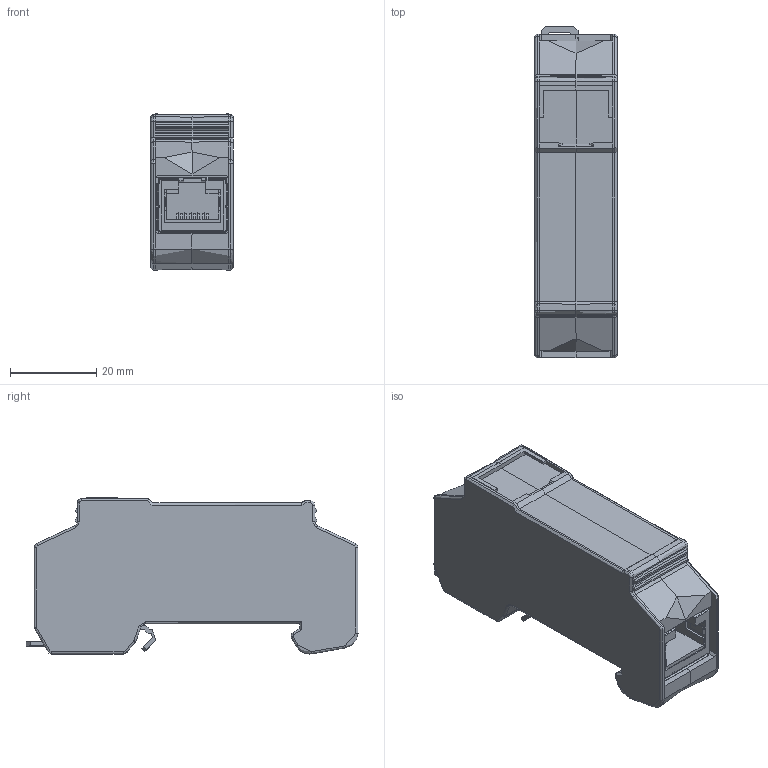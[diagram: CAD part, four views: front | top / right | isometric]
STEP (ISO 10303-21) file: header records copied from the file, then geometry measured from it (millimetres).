
FILE_DESCRIPTION (( 'STEP AP203' ), '1' );
FILE_NAME ('929121.step', '2021-03-03T20:11:37', ( '' ), ( '' ), 'SwSTEP 2.0', 'SolidWorks 2019', '' );
FILE_SCHEMA (( 'CONFIG_CONTROL_DESIGN' ));
Length unit declared in the file: inch
Products named in the file (1): 929121
Bounding box: 19 x 76.91 x 36.15 mm (x, y, z)
Volume: 37498.3 mm3; surface area: 13099.3 mm2
Topology: 1 solids, 3 shells, 849 faces, 2280 edges, 1424 vertices
Faces by surface type: plane 565, cylinder 197, bspline 50, cone 24, torus 13
Entity records: 28805 total; most frequent: CARTESIAN_POINT 8702, ORIENTED_EDGE 4560, DIRECTION 3496, EDGE_CURVE 2280, LINE 1656, VECTOR 1656, VERTEX_POINT 1424, AXIS2_PLACEMENT_3D 920
